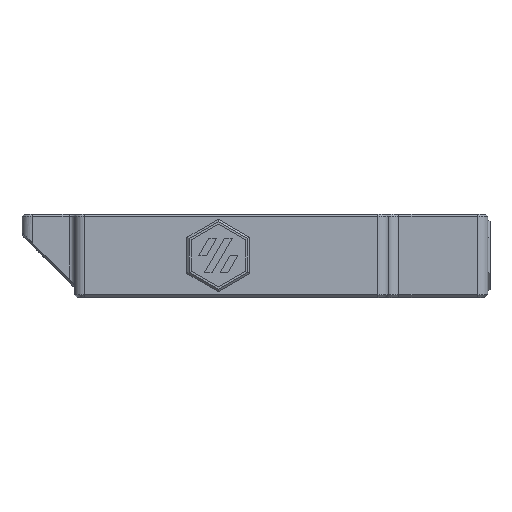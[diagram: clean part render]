
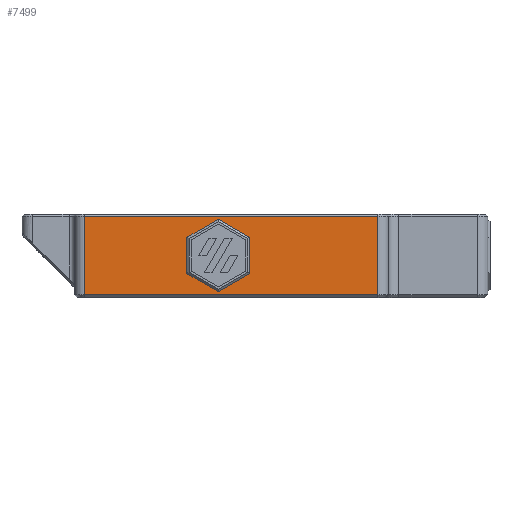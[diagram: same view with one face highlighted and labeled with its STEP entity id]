
A CAD part, front view. The second image highlights one B-rep face of the part: STEP entity #7499.
In plain terms, the highlighted planar face has unit normal (0, -1, 0).
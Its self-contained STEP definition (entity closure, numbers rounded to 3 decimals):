
#472=FACE_BOUND('',#1050,.T.);
#589=FACE_OUTER_BOUND('',#1049,.T.);
#1049=EDGE_LOOP('',(#5354,#5355,#5356,#5357));
#1050=EDGE_LOOP('',(#5358,#5359,#5360,#5361,#5362,#5363));
#1493=LINE('',#10688,#2334);
#1497=LINE('',#10695,#2338);
#1500=LINE('',#10701,#2341);
#1503=LINE('',#10707,#2344);
#1504=LINE('',#10710,#2345);
#1507=LINE('',#10715,#2348);
#1693=LINE('',#11105,#2534);
#1694=LINE('',#11107,#2535);
#1695=LINE('',#11109,#2536);
#1696=LINE('',#11110,#2537);
#2334=VECTOR('',#8594,10.);
#2338=VECTOR('',#8600,10.);
#2341=VECTOR('',#8605,10.);
#2344=VECTOR('',#8610,10.);
#2345=VECTOR('',#8613,10.);
#2348=VECTOR('',#8618,10.);
#2534=VECTOR('',#8956,10.);
#2535=VECTOR('',#8957,10.);
#2536=VECTOR('',#8958,10.);
#2537=VECTOR('',#8959,10.);
#3157=VERTEX_POINT('',#10685);
#3158=VERTEX_POINT('',#10687);
#3160=VERTEX_POINT('',#10693);
#3162=VERTEX_POINT('',#10699);
#3164=VERTEX_POINT('',#10705);
#3165=VERTEX_POINT('',#10709);
#3293=VERTEX_POINT('',#11103);
#3294=VERTEX_POINT('',#11104);
#3295=VERTEX_POINT('',#11106);
#3296=VERTEX_POINT('',#11108);
#3851=EDGE_CURVE('',#3158,#3157,#1493,.T.);
#3855=EDGE_CURVE('',#3157,#3160,#1497,.T.);
#3858=EDGE_CURVE('',#3160,#3162,#1500,.T.);
#3861=EDGE_CURVE('',#3162,#3164,#1503,.T.);
#3862=EDGE_CURVE('',#3164,#3165,#1504,.T.);
#3865=EDGE_CURVE('',#3165,#3158,#1507,.T.);
#4053=EDGE_CURVE('',#3293,#3294,#1693,.T.);
#4054=EDGE_CURVE('',#3295,#3293,#1694,.T.);
#4055=EDGE_CURVE('',#3296,#3295,#1695,.T.);
#4056=EDGE_CURVE('',#3296,#3294,#1696,.T.);
#5354=ORIENTED_EDGE('',*,*,#4053,.F.);
#5355=ORIENTED_EDGE('',*,*,#4054,.F.);
#5356=ORIENTED_EDGE('',*,*,#4055,.F.);
#5357=ORIENTED_EDGE('',*,*,#4056,.T.);
#5358=ORIENTED_EDGE('',*,*,#3858,.T.);
#5359=ORIENTED_EDGE('',*,*,#3861,.T.);
#5360=ORIENTED_EDGE('',*,*,#3862,.T.);
#5361=ORIENTED_EDGE('',*,*,#3865,.T.);
#5362=ORIENTED_EDGE('',*,*,#3851,.T.);
#5363=ORIENTED_EDGE('',*,*,#3855,.T.);
#7222=PLANE('',#7968);
#7499=ADVANCED_FACE('',(#589,#472),#7222,.T.);
#7968=AXIS2_PLACEMENT_3D('',#11102,#8954,#8955);
#8594=DIRECTION('',(-0.866,0.,-0.5));
#8600=DIRECTION('',(-0.866,0.,0.5));
#8605=DIRECTION('',(0.,0.,1.));
#8610=DIRECTION('',(0.866,0.,0.5));
#8613=DIRECTION('',(0.866,0.,-0.5));
#8618=DIRECTION('',(0.,0.,-1.));
#8954=DIRECTION('center_axis',(0.,-1.,0.));
#8955=DIRECTION('ref_axis',(1.,0.,0.));
#8956=DIRECTION('',(1.,0.,0.));
#8957=DIRECTION('',(0.,0.,1.));
#8958=DIRECTION('',(-1.,0.,0.));
#8959=DIRECTION('',(0.,0.,1.));
#10685=CARTESIAN_POINT('',(27.5,0.,1.176));
#10687=CARTESIAN_POINT('',(33.496,0.,4.638));
#10688=CARTESIAN_POINT('',(17.683,0.,-4.492));
#10693=CARTESIAN_POINT('',(21.504,0.,4.638));
#10695=CARTESIAN_POINT('',(15.194,0.,8.281));
#10699=CARTESIAN_POINT('',(21.504,0.,11.562));
#10701=CARTESIAN_POINT('',(21.504,0.,5.781));
#10705=CARTESIAN_POINT('',(27.5,0.,15.024));
#10707=CARTESIAN_POINT('',(14.685,0.,7.625));
#10709=CARTESIAN_POINT('',(33.496,0.,11.562));
#10710=CARTESIAN_POINT('',(24.188,0.,16.936));
#10715=CARTESIAN_POINT('',(33.496,0.,2.319));
#11102=CARTESIAN_POINT('Origin',(2.,0.,0.));
#11103=CARTESIAN_POINT('',(2.,0.,15.6));
#11104=CARTESIAN_POINT('',(58.,0.,15.6));
#11105=CARTESIAN_POINT('',(18.25,0.,15.6));
#11106=CARTESIAN_POINT('',(2.,0.,0.6));
#11107=CARTESIAN_POINT('',(2.,0.,0.));
#11108=CARTESIAN_POINT('',(58.,0.,0.6));
#11109=CARTESIAN_POINT('',(18.25,0.,0.6));
#11110=CARTESIAN_POINT('',(58.,0.,0.));
